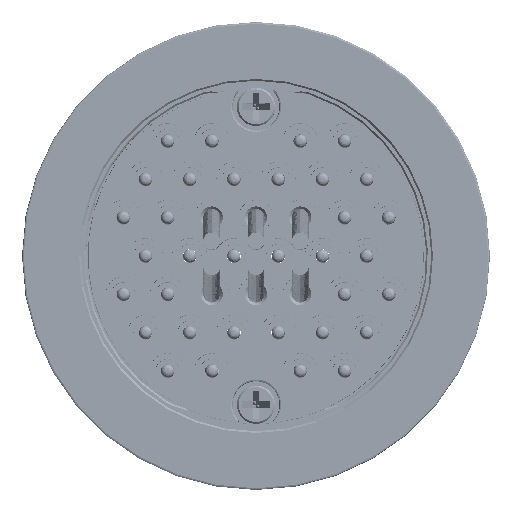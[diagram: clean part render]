
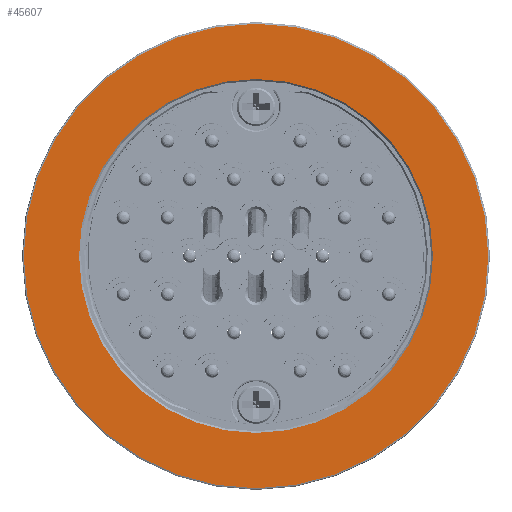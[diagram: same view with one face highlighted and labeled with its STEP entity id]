
A CAD part, top view. The second image highlights one B-rep face of the part: STEP entity #45607.
In plain terms, the highlighted planar face has unit normal (0, 0, 1).
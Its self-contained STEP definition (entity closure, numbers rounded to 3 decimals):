
#10381 = AXIS2_PLACEMENT_3D ( 'NONE', #18547, #29321, #27968 ) ;
#11264 = CIRCLE ( 'NONE', #49965, 27.3 ) ;
#12206 = AXIS2_PLACEMENT_3D ( 'NONE', #28058, #18643, #49157 ) ;
#12520 = CARTESIAN_POINT ( 'NONE',  ( -27.3, 0., 0. ) ) ;
#18547 = CARTESIAN_POINT ( 'NONE',  ( 0., 0., 0. ) ) ;
#18643 = DIRECTION ( 'NONE',  ( 0., 0., -1. ) ) ;
#23420 = FACE_OUTER_BOUND ( 'NONE', #27058, .T. ) ;
#24008 = EDGE_CURVE ( 'NONE', #62965, #62965, #56454, .T. ) ;
#27058 = EDGE_LOOP ( 'NONE', ( #54167 ) ) ;
#27968 = DIRECTION ( 'NONE',  ( -1., 0., 0. ) ) ;
#28058 = CARTESIAN_POINT ( 'NONE',  ( 0., 0., 0. ) ) ;
#29321 = DIRECTION ( 'NONE',  ( 0., 0., -1. ) ) ;
#35508 = DIRECTION ( 'NONE',  ( 0., 0., 1. ) ) ;
#40783 = CARTESIAN_POINT ( 'NONE',  ( -20.8, 0., 0. ) ) ;
#44080 = EDGE_LOOP ( 'NONE', ( #56367 ) ) ;
#45607 = ADVANCED_FACE ( 'NONE', ( #49071, #23420 ), #49392, .F. ) ;
#49071 = FACE_BOUND ( 'NONE', #44080, .T. ) ;
#49157 = DIRECTION ( 'NONE',  ( -1., 0., 0. ) ) ;
#49392 = PLANE ( 'NONE',  #10381 ) ;
#49965 = AXIS2_PLACEMENT_3D ( 'NONE', #57271, #35508, #50694 ) ;
#50694 = DIRECTION ( 'NONE',  ( -1., 0., 0. ) ) ;
#52738 = EDGE_CURVE ( 'NONE', #63818, #63818, #11264, .T. ) ;
#54167 = ORIENTED_EDGE ( 'NONE', *, *, #52738, .T. ) ;
#56367 = ORIENTED_EDGE ( 'NONE', *, *, #24008, .T. ) ;
#56454 = CIRCLE ( 'NONE', #12206, 20.8 ) ;
#57271 = CARTESIAN_POINT ( 'NONE',  ( 0., 0., 0. ) ) ;
#62965 = VERTEX_POINT ( 'NONE', #40783 ) ;
#63818 = VERTEX_POINT ( 'NONE', #12520 ) ;
